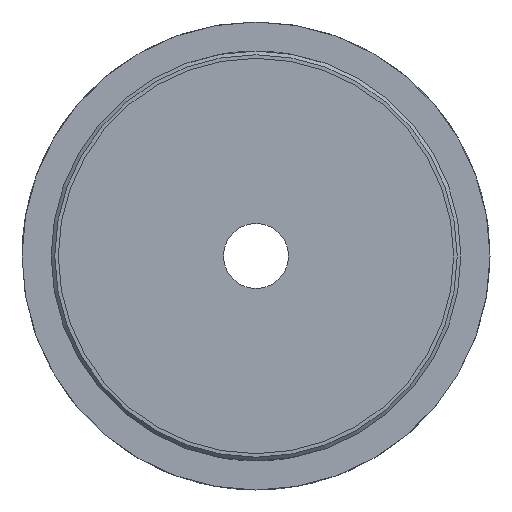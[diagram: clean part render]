
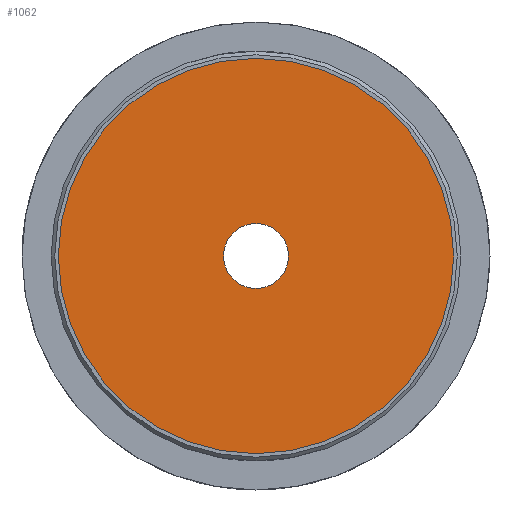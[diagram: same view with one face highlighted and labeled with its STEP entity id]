
A CAD part, front view. The second image highlights one B-rep face of the part: STEP entity #1062.
In plain terms, the highlighted planar face has unit normal (0, -1, 0).
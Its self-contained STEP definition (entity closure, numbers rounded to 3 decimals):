
#50=FACE_BOUND('',#336,.T.);
#72=PLANE('',#1207);
#271=FACE_OUTER_BOUND('',#335,.T.);
#335=EDGE_LOOP('',(#962));
#336=EDGE_LOOP('',(#963));
#354=CIRCLE('',#1091,28.5);
#424=CIRCLE('',#1206,4.5);
#432=VERTEX_POINT('',#1562);
#517=VERTEX_POINT('',#2533);
#535=EDGE_CURVE('',#432,#432,#354,.T.);
#668=EDGE_CURVE('',#517,#517,#424,.T.);
#962=ORIENTED_EDGE('',*,*,#535,.F.);
#963=ORIENTED_EDGE('',*,*,#668,.T.);
#1062=ADVANCED_FACE('',(#271,#50),#72,.T.);
#1091=AXIS2_PLACEMENT_3D('',#1563,#1236,#1237);
#1206=AXIS2_PLACEMENT_3D('',#2534,#1517,#1518);
#1207=AXIS2_PLACEMENT_3D('',#2536,#1520,#1521);
#1236=DIRECTION('center_axis',(0.,1.,0.));
#1237=DIRECTION('ref_axis',(1.,0.,0.));
#1517=DIRECTION('center_axis',(0.,1.,0.));
#1518=DIRECTION('ref_axis',(1.,0.,0.));
#1520=DIRECTION('center_axis',(0.,-1.,0.));
#1521=DIRECTION('ref_axis',(1.,0.,0.));
#1562=CARTESIAN_POINT('',(-28.5,-13.5,0.));
#1563=CARTESIAN_POINT('Origin',(0.,-13.5,0.));
#2533=CARTESIAN_POINT('',(-4.5,-13.5,0.));
#2534=CARTESIAN_POINT('Origin',(0.,-13.5,0.));
#2536=CARTESIAN_POINT('Origin',(0.,-13.5,0.));
